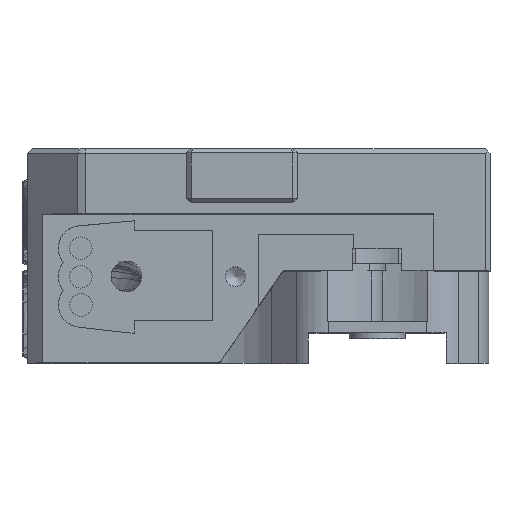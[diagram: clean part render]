
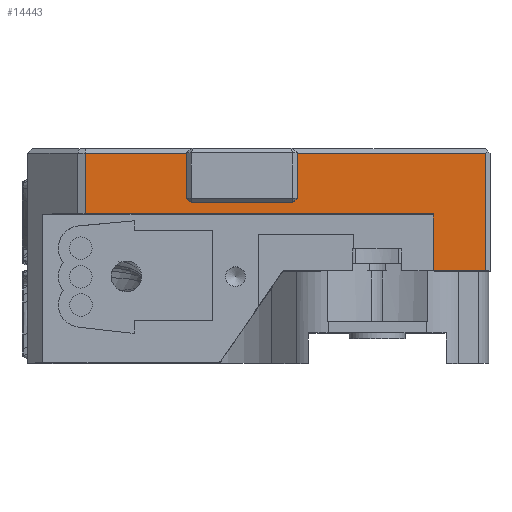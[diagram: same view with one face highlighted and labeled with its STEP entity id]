
A CAD part, top view. The second image highlights one B-rep face of the part: STEP entity #14443.
In plain terms, the highlighted planar face has unit normal (0, 0, 1).
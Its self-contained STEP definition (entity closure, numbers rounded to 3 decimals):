
#10192 = VERTEX_POINT('',#10193);
#10193 = CARTESIAN_POINT('',(215.15,-131.865,39.8));
#10202 = VERTEX_POINT('',#10203);
#10203 = CARTESIAN_POINT('',(246.038,-131.865,39.8));
#10209 = EDGE_CURVE('',#10192,#10202,#10210,.T.);
#10210 = LINE('',#10211,#10212);
#10211 = CARTESIAN_POINT('',(238.294,-131.865,39.8));
#10212 = VECTOR('',#10213,1.);
#10213 = DIRECTION('',(1.,0.,0.));
#10224 = VERTEX_POINT('',#10225);
#10225 = CARTESIAN_POINT('',(215.15,-126.475,39.8));
#10233 = EDGE_CURVE('',#10224,#10192,#10234,.T.);
#10234 = LINE('',#10235,#10236);
#10235 = CARTESIAN_POINT('',(215.15,-144.075,39.8));
#10236 = VECTOR('',#10237,1.);
#10237 = DIRECTION('',(0.,-1.,0.));
#13094 = EDGE_CURVE('',#10224,#13095,#13097,.T.);
#13095 = VERTEX_POINT('',#13096);
#13096 = CARTESIAN_POINT('',(224.15,-126.475,39.8));
#13097 = LINE('',#13098,#13099);
#13098 = CARTESIAN_POINT('',(240.8,-126.475,39.8));
#13099 = VECTOR('',#13100,1.);
#13100 = DIRECTION('',(1.,0.,0.));
#13213 = VERTEX_POINT('',#13214);
#13214 = CARTESIAN_POINT('',(233.95,-126.475,39.8));
#13239 = VERTEX_POINT('',#13240);
#13240 = CARTESIAN_POINT('',(250.65,-126.475,39.8));
#13254 = EDGE_CURVE('',#13213,#13239,#13255,.T.);
#13255 = LINE('',#13256,#13257);
#13256 = CARTESIAN_POINT('',(240.8,-126.475,39.8));
#13257 = VECTOR('',#13258,1.);
#13258 = DIRECTION('',(1.,0.,0.));
#13903 = VERTEX_POINT('',#13904);
#13904 = CARTESIAN_POINT('',(250.65,-136.905,39.8));
#13912 = EDGE_CURVE('',#13903,#13913,#13915,.T.);
#13913 = VERTEX_POINT('',#13914);
#13914 = CARTESIAN_POINT('',(246.038,-136.905,39.8));
#13915 = LINE('',#13916,#13917);
#13916 = CARTESIAN_POINT('',(231.8,-136.905,39.8));
#13917 = VECTOR('',#13918,1.);
#13918 = DIRECTION('',(-1.,0.,0.));
#13988 = EDGE_CURVE('',#10202,#13913,#13989,.T.);
#13989 = LINE('',#13990,#13991);
#13990 = CARTESIAN_POINT('',(246.038,-140.57,39.8));
#13991 = VECTOR('',#13992,1.);
#13992 = DIRECTION('',(0.,-1.,0.));
#14443 = ADVANCED_FACE('',(#14444),#14496,.T.);
#14444 = FACE_BOUND('',#14445,.T.);
#14445 = EDGE_LOOP('',(#14446,#14452,#14453,#14461,#14469,#14477,#14485,
    #14491,#14492,#14493,#14494,#14495));
#14446 = ORIENTED_EDGE('',*,*,#14447,.F.);
#14447 = EDGE_CURVE('',#13239,#13903,#14448,.T.);
#14448 = LINE('',#14449,#14450);
#14449 = CARTESIAN_POINT('',(250.65,-144.075,39.8));
#14450 = VECTOR('',#14451,1.);
#14451 = DIRECTION('',(0.,-1.,0.));
#14452 = ORIENTED_EDGE('',*,*,#13254,.F.);
#14453 = ORIENTED_EDGE('',*,*,#14454,.T.);
#14454 = EDGE_CURVE('',#13213,#14455,#14457,.T.);
#14455 = VERTEX_POINT('',#14456);
#14456 = CARTESIAN_POINT('',(233.95,-130.475,39.8));
#14457 = LINE('',#14458,#14459);
#14458 = CARTESIAN_POINT('',(233.95,-132.075,39.8));
#14459 = VECTOR('',#14460,1.);
#14460 = DIRECTION('',(0.,-1.,0.));
#14461 = ORIENTED_EDGE('',*,*,#14462,.T.);
#14462 = EDGE_CURVE('',#14455,#14463,#14465,.T.);
#14463 = VERTEX_POINT('',#14464);
#14464 = CARTESIAN_POINT('',(233.807,-130.618,39.8));
#14465 = LINE('',#14466,#14467);
#14466 = CARTESIAN_POINT('',(231.1,-133.325,39.8));
#14467 = VECTOR('',#14468,1.);
#14468 = DIRECTION('',(-0.707,-0.707,0.));
#14469 = ORIENTED_EDGE('',*,*,#14470,.T.);
#14470 = EDGE_CURVE('',#14463,#14471,#14473,.T.);
#14471 = VERTEX_POINT('',#14472);
#14472 = CARTESIAN_POINT('',(224.293,-130.618,39.8));
#14473 = LINE('',#14474,#14475);
#14474 = CARTESIAN_POINT('',(233.95,-130.618,39.8));
#14475 = VECTOR('',#14476,1.);
#14476 = DIRECTION('',(-1.,0.,0.));
#14477 = ORIENTED_EDGE('',*,*,#14478,.T.);
#14478 = EDGE_CURVE('',#14471,#14479,#14481,.T.);
#14479 = VERTEX_POINT('',#14480);
#14480 = CARTESIAN_POINT('',(224.15,-130.475,39.8));
#14481 = LINE('',#14482,#14483);
#14482 = CARTESIAN_POINT('',(227.75,-134.075,39.8));
#14483 = VECTOR('',#14484,1.);
#14484 = DIRECTION('',(-0.707,0.707,0.));
#14485 = ORIENTED_EDGE('',*,*,#14486,.T.);
#14486 = EDGE_CURVE('',#14479,#13095,#14487,.T.);
#14487 = LINE('',#14488,#14489);
#14488 = CARTESIAN_POINT('',(224.15,-132.075,39.8));
#14489 = VECTOR('',#14490,1.);
#14490 = DIRECTION('',(0.,1.,0.));
#14491 = ORIENTED_EDGE('',*,*,#13094,.F.);
#14492 = ORIENTED_EDGE('',*,*,#10233,.T.);
#14493 = ORIENTED_EDGE('',*,*,#10209,.T.);
#14494 = ORIENTED_EDGE('',*,*,#13988,.T.);
#14495 = ORIENTED_EDGE('',*,*,#13912,.F.);
#14496 = PLANE('',#14497);
#14497 = AXIS2_PLACEMENT_3D('',#14498,#14499,#14500);
#14498 = CARTESIAN_POINT('',(230.55,-138.075,39.8));
#14499 = DIRECTION('',(0.,0.,1.));
#14500 = DIRECTION('',(0.,-1.,0.));
